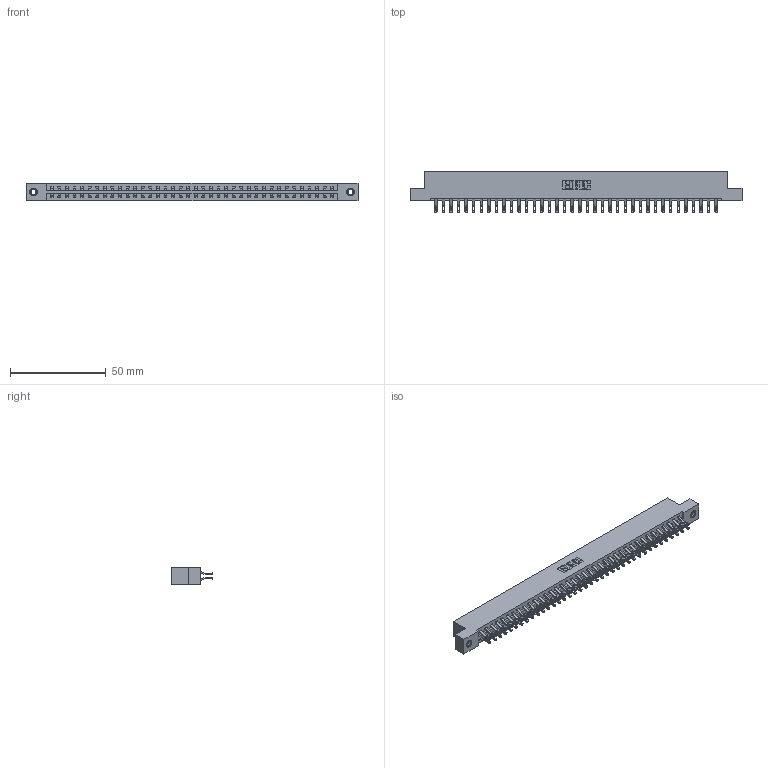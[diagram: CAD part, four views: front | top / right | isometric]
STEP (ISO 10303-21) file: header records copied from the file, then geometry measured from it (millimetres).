
FILE_DESCRIPTION (( 'STEP AP203' ), '1' );
FILE_NAME ('337-076-555-207.STEP', '2019-10-10T10:50:34', ( '' ), ( '' ), 'SwSTEP 2.0', 'SolidWorks 2016', '' );
FILE_SCHEMA (( 'CONFIG_CONTROL_DESIGN' ));
Length unit declared in the file: inch
Products named in the file (4): 337 Part_Flush Mounting Lugs - 0.156 Dia-TI; 337-076-555-207; 345-292-001_555 Tail; 345-250-001_345-250-005-103
Assembly tree (79 placements, depth 2):
  337-076-555-207
    337 Part_Flush Mounting Lugs - 0.156 Dia-TI
    345-292-001_555 Tail  x76
    345-250-001_345-250-005-103  x2
Bounding box: 173.58 x 21.47 x 9.4 mm (x, y, z)
Volume: 18447.3 mm3; surface area: 21682.5 mm2
Topology: 79 solids, 79 shells, 4734 faces, 14811 edges, 9866 vertices
Faces by surface type: plane 2838, cylinder 1880, cone 12, torus 4
Entity records: 31492 total; most frequent: CARTESIAN_POINT 5323, ORIENTED_EDGE 5222, DIRECTION 4537, EDGE_CURVE 2611, LINE 2443, VECTOR 2443, VERTEX_POINT 1736, AXIS2_PLACEMENT_3D 1047
